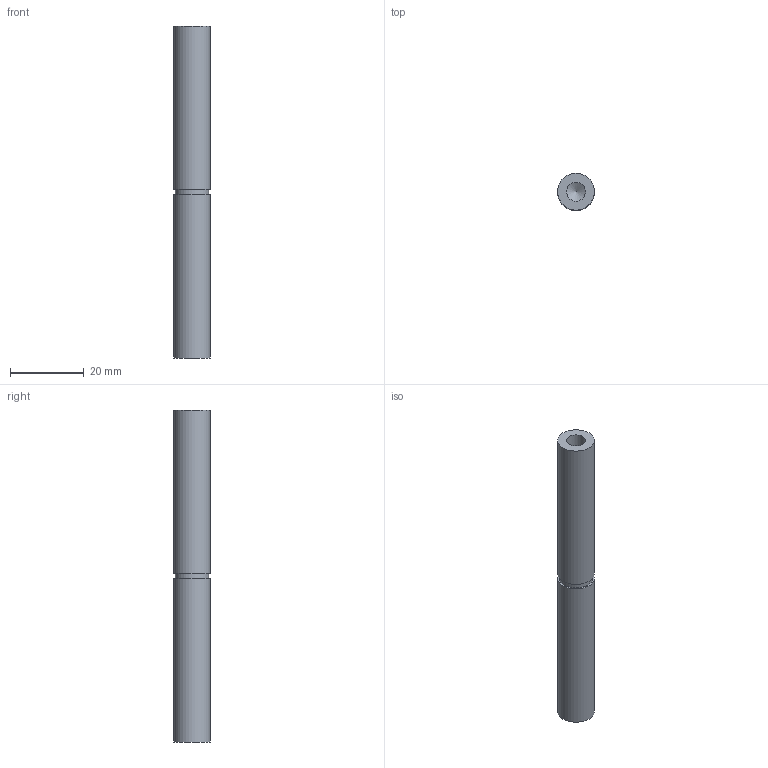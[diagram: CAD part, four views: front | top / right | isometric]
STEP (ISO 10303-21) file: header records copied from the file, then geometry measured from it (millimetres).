
FILE_DESCRIPTION(/* description */ (''),/* implementation_level */ '2;1');
FILE_NAME(/* name */ 'Axe centrage V2.stp',/* time_stamp */ '2023-03-29T16:47:59+02:00',/* author */ ('ethomas'),/* organization */ (''),/* preprocessor_version */ 'ST-DEVELOPER v19.2',/* originating_system */ 'Autodesk Inventor 2023',/* authorisation */ '');
FILE_SCHEMA (('AUTOMOTIVE_DESIGN { 1 0 10303 214 3 1 1 }'));
Length unit declared in the file: millimetre
Products named in the file (1): Axe centrage V2
Bounding box: 10 x 10 x 90 mm (x, y, z)
Volume: 6739.3 mm3; surface area: 3241.4 mm2
Topology: 1 solids, 1 shells, 9 faces, 14 edges, 9 vertices
Faces by surface type: plane 4, cylinder 4, cone 1
Full cylindrical faces by diameter (mm): 5.188 x1, 9 x1, 10 x2
Entity records: 246 total; most frequent: DIRECTION 41, CARTESIAN_POINT 32, ORIENTED_EDGE 26, AXIS2_PLACEMENT_3D 18, EDGE_CURVE 13, EDGE_LOOP 12, FACE_OUTER_BOUND 9, VERTEX_POINT 9
